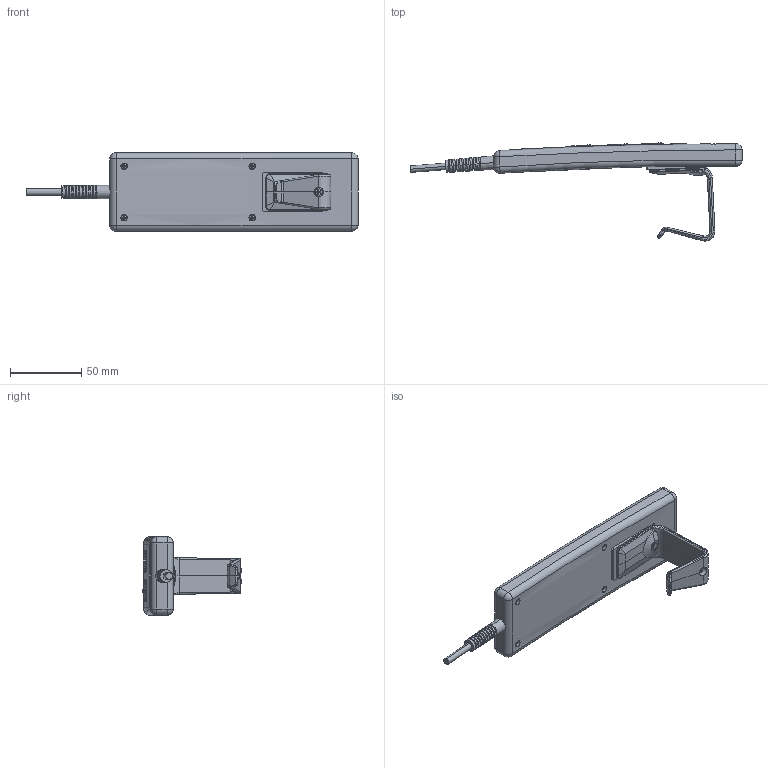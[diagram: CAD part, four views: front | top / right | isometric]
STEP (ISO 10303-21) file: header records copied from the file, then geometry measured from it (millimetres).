
FILE_DESCRIPTION (( 'STEP AP203' ), '1' );
FILE_NAME ('Topline.STEP', '2011-04-18T07:24:20', ( '.' ), ( '.' ), 'SwSTEP 2.0', 'SolidWorks 2008', '' );
FILE_SCHEMA (( 'CONFIG_CONTROL_DESIGN' ));
Length unit declared in the file: millimetre
Products named in the file (1): Topline
Bounding box: 233.29 x 68.99 x 55 mm (x, y, z)
Volume: 159830.7 mm3; surface area: 33720.1 mm2
Topology: 1 solids, 1 shells, 444 faces, 1112 edges, 707 vertices
Faces by surface type: plane 197, cylinder 134, bspline 48, cone 42, sphere 19, torus 4
Entity records: 17306 total; most frequent: CARTESIAN_POINT 7308, ORIENTED_EDGE 2194, DIRECTION 1929, EDGE_CURVE 1097, AXIS2_PLACEMENT_3D 729, VERTEX_POINT 699, EDGE_LOOP 490, VECTOR 471
